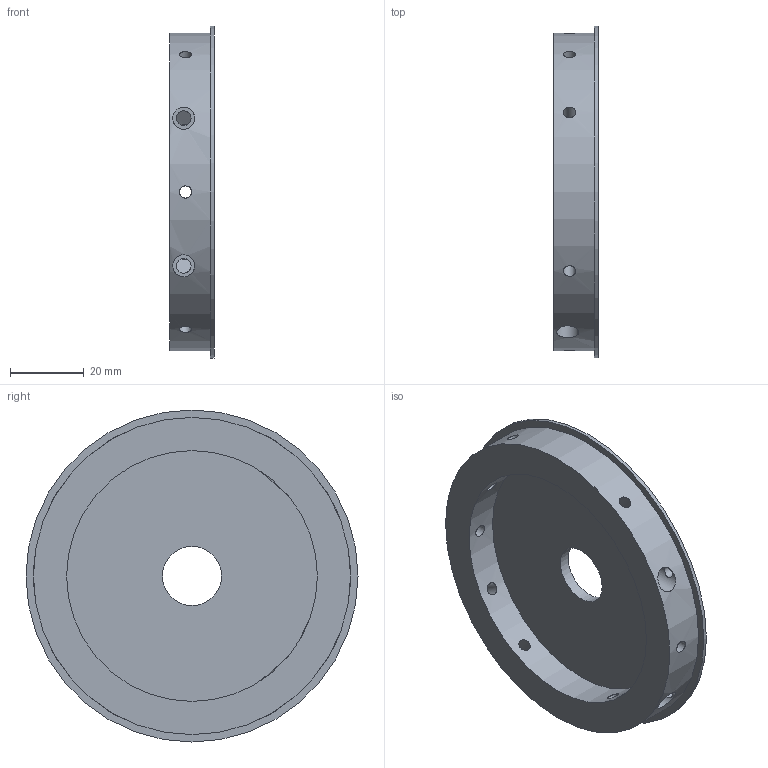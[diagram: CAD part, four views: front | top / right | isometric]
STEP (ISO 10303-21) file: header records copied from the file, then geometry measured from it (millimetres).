
FILE_DESCRIPTION(('FreeCAD Model'),'2;1');
FILE_NAME('APLINOV d''enhaut (8Février2019)FLASQUE D EXTREMITE.step', '2019-05-25T17:55:33',('Author'),(''), 'Open CASCADE STEP processor 7.2','FreeCAD','Unknown');
FILE_SCHEMA(('AUTOMOTIVE_DESIGN { 1 0 10303 214 1 1 1 1 }'));
Length unit declared in the file: millimetre
Products named in the file (1): FLASQUE_D'EXTREMITE_DROIT
Bounding box: 12 x 90 x 90 mm (x, y, z)
Volume: 35758 mm3; surface area: 18634.5 mm2
Topology: 1 solids, 1 shells, 24 faces, 61 edges, 40 vertices
Faces by surface type: cylinder 18, plane 6
Full cylindrical faces by diameter (mm): 3 x2, 3.3 x8, 4 x2, 6 x2, 16 x1, 68 x1, 86 x1, 90 x1
Entity records: 9407 total; most frequent: CARTESIAN_POINT 8222, DIRECTION 169, ORIENTED_EDGE 122, PCURVE 122, DEFINITIONAL_REPRESENTATION 122, B_SPLINE_CURVE_WITH_KNOTS 78, LINE 77, VECTOR 77
